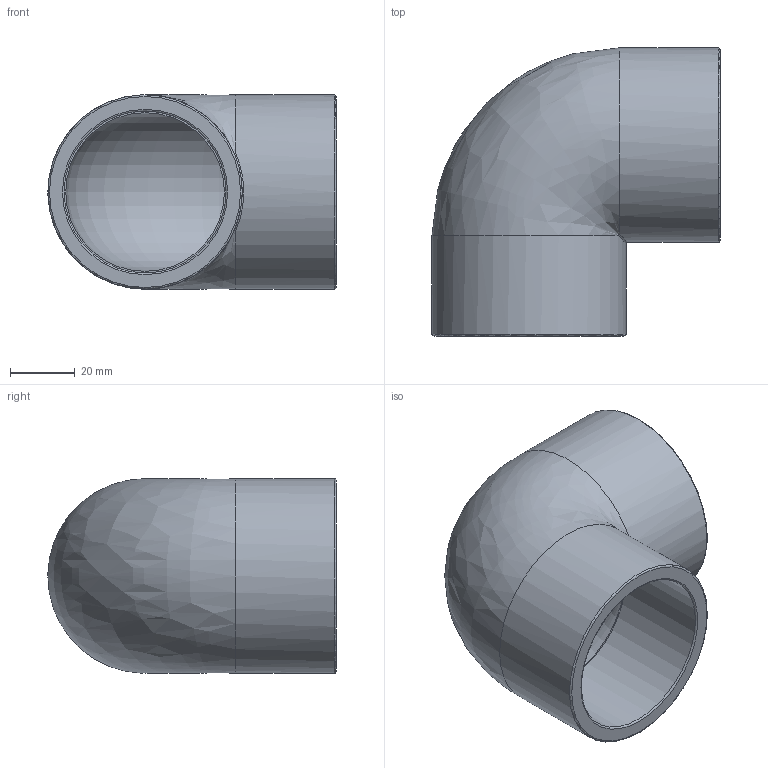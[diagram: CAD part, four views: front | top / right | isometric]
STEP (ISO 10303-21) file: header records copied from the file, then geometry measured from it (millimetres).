
FILE_DESCRIPTION(/* description */ (''),/* implementation_level */ '2;1');
FILE_NAME(/* name */ 'EL500500.stp',/* time_stamp */ '2016-11-09T12:18:56+01:00',/* author */ ('Gabriele'),/* organization */ (''),/* preprocessor_version */ 'ST-DEVELOPER v16.5',/* originating_system */ 'Autodesk Inventor 2017',/* authorisation */ '');
FILE_SCHEMA (('AUTOMOTIVE_DESIGN { 1 0 10303 214 3 1 1 }'));
Length unit declared in the file: millimetre
Products named in the file (1): EL500500
Bounding box: 89 x 89 x 59.99 mm (x, y, z)
Volume: 94879.9 mm3; surface area: 38220.7 mm2
Topology: 1 solids, 1 shells, 15 faces, 29 edges, 18 vertices
Faces by surface type: torus 5, cylinder 4, plane 4, bspline 2
Full cylindrical faces by diameter (mm): 50 x2, 60 x2
Entity records: 421 total; most frequent: CARTESIAN_POINT 130, DIRECTION 60, ORIENTED_EDGE 36, AXIS2_PLACEMENT_3D 30, EDGE_LOOP 28, EDGE_CURVE 18, VERTEX_POINT 16, FACE_OUTER_BOUND 15
